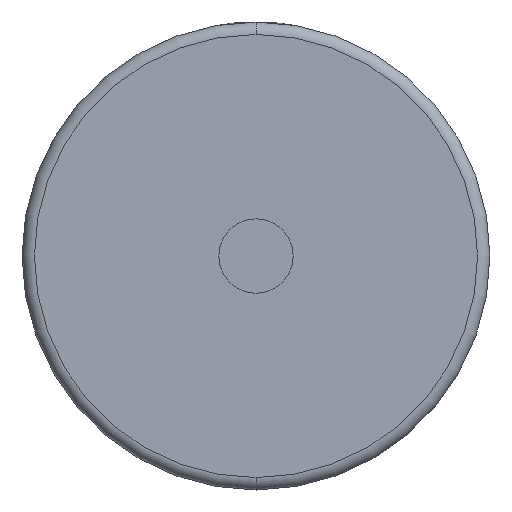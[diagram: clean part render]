
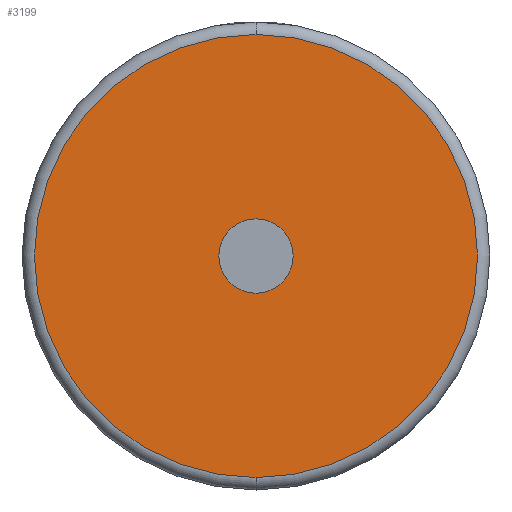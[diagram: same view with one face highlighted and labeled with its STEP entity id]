
A CAD part, front view. The second image highlights one B-rep face of the part: STEP entity #3199.
In plain terms, the highlighted planar face has unit normal (0, -1, 0).
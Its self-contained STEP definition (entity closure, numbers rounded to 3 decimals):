
#311 = ORIENTED_EDGE ( 'NONE', *, *, #4139, .T. ) ;
#315 = AXIS2_PLACEMENT_3D ( 'NONE', #3455, #2735, #2687 ) ;
#573 = PLANE ( 'NONE',  #4592 ) ;
#703 = ORIENTED_EDGE ( 'NONE', *, *, #1730, .T. ) ;
#920 = FACE_OUTER_BOUND ( 'NONE', #2298, .T. ) ;
#1188 = CARTESIAN_POINT ( 'NONE',  ( 0., 0., 0. ) ) ;
#1300 = DIRECTION ( 'NONE',  ( 0., 0., 1. ) ) ;
#1354 = CIRCLE ( 'NONE', #1436, 35.75 ) ;
#1436 = AXIS2_PLACEMENT_3D ( 'NONE', #1683, #3626, #1300 ) ;
#1493 = DIRECTION ( 'NONE',  ( 0., -1., 0. ) ) ;
#1500 = CARTESIAN_POINT ( 'NONE',  ( 0., 0., -35.75 ) ) ;
#1601 = CARTESIAN_POINT ( 'NONE',  ( 0., 0., -6. ) ) ;
#1683 = CARTESIAN_POINT ( 'NONE',  ( 0., 0., 0. ) ) ;
#1730 = EDGE_CURVE ( 'NONE', #2235, #4733, #2060, .T. ) ;
#1731 = DIRECTION ( 'NONE',  ( 0., 1., 0. ) ) ;
#1890 = EDGE_CURVE ( 'NONE', #3478, #2422, #4832, .T. ) ;
#2060 = CIRCLE ( 'NONE', #4221, 35.75 ) ;
#2235 = VERTEX_POINT ( 'NONE', #4404 ) ;
#2298 = EDGE_LOOP ( 'NONE', ( #703, #311 ) ) ;
#2329 = EDGE_LOOP ( 'NONE', ( #2574, #3262 ) ) ;
#2422 = VERTEX_POINT ( 'NONE', #4246 ) ;
#2501 = DIRECTION ( 'NONE',  ( 0., 0., 1. ) ) ;
#2574 = ORIENTED_EDGE ( 'NONE', *, *, #5029, .F. ) ;
#2687 = DIRECTION ( 'NONE',  ( 0., 0., 1. ) ) ;
#2735 = DIRECTION ( 'NONE',  ( 0., -1., 0. ) ) ;
#3064 = CARTESIAN_POINT ( 'NONE',  ( 0., 0., 0. ) ) ;
#3118 = DIRECTION ( 'NONE',  ( 0., 0., 1. ) ) ;
#3199 = ADVANCED_FACE ( 'NONE', ( #920, #4741 ), #573, .F. ) ;
#3262 = ORIENTED_EDGE ( 'NONE', *, *, #1890, .F. ) ;
#3455 = CARTESIAN_POINT ( 'NONE',  ( 0., 0., 0. ) ) ;
#3478 = VERTEX_POINT ( 'NONE', #1601 ) ;
#3515 = CIRCLE ( 'NONE', #4266, 6. ) ;
#3626 = DIRECTION ( 'NONE',  ( 0., -1., 0. ) ) ;
#3922 = DIRECTION ( 'NONE',  ( 0., -1., 0. ) ) ;
#4055 = CARTESIAN_POINT ( 'NONE',  ( 0., 0., 0. ) ) ;
#4139 = EDGE_CURVE ( 'NONE', #4733, #2235, #1354, .T. ) ;
#4221 = AXIS2_PLACEMENT_3D ( 'NONE', #1188, #3922, #4310 ) ;
#4246 = CARTESIAN_POINT ( 'NONE',  ( 0., 0., 6. ) ) ;
#4266 = AXIS2_PLACEMENT_3D ( 'NONE', #3064, #1493, #3118 ) ;
#4310 = DIRECTION ( 'NONE',  ( 0., 0., 1. ) ) ;
#4404 = CARTESIAN_POINT ( 'NONE',  ( 0., 0., 35.75 ) ) ;
#4592 = AXIS2_PLACEMENT_3D ( 'NONE', #4055, #1731, #2501 ) ;
#4733 = VERTEX_POINT ( 'NONE', #1500 ) ;
#4741 = FACE_BOUND ( 'NONE', #2329, .T. ) ;
#4832 = CIRCLE ( 'NONE', #315, 6. ) ;
#5029 = EDGE_CURVE ( 'NONE', #2422, #3478, #3515, .T. ) ;
